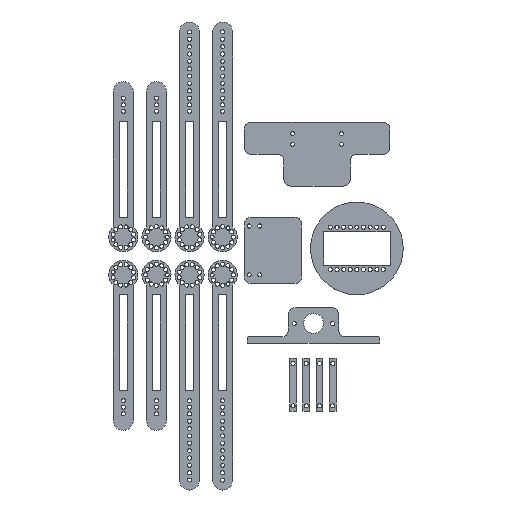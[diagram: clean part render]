
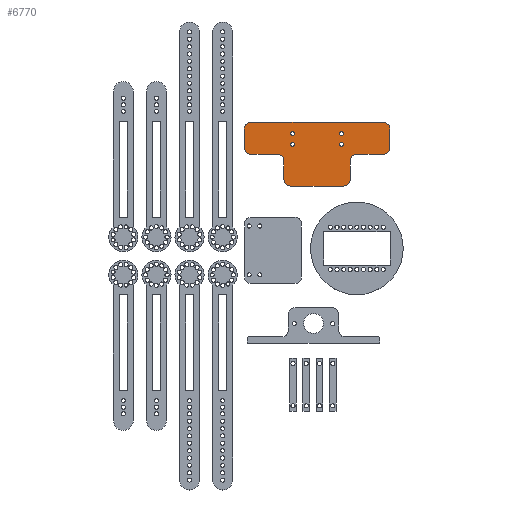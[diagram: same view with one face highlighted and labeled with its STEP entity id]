
A CAD part, top view. The second image highlights one B-rep face of the part: STEP entity #6770.
In plain terms, the highlighted planar face has unit normal (0, 0, 1).
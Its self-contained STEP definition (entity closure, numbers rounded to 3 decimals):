
#445=FACE_BOUND('',#2125,.T.);
#446=FACE_BOUND('',#2126,.T.);
#447=FACE_BOUND('',#2127,.T.);
#448=FACE_BOUND('',#2128,.T.);
#862=CIRCLE('',#7545,5.);
#864=CIRCLE('',#7548,5.);
#865=CIRCLE('',#7552,5.);
#867=CIRCLE('',#7555,5.);
#869=CIRCLE('',#7558,5.);
#870=CIRCLE('',#7559,5.);
#871=CIRCLE('',#7560,5.);
#872=CIRCLE('',#7561,5.);
#873=CIRCLE('',#7562,1.55);
#874=CIRCLE('',#7563,1.55);
#875=CIRCLE('',#7564,1.55);
#876=CIRCLE('',#7565,1.55);
#1420=FACE_OUTER_BOUND('',#2124,.T.);
#2124=EDGE_LOOP('',(#6169,#6170,#6171,#6172,#6173,#6174,#6175,#6176,#6177,
#6178,#6179,#6180,#6181,#6182,#6183,#6184));
#2125=EDGE_LOOP('',(#6185));
#2126=EDGE_LOOP('',(#6186));
#2127=EDGE_LOOP('',(#6187));
#2128=EDGE_LOOP('',(#6188));
#2562=LINE('',#11273,#3014);
#2563=LINE('',#11276,#3015);
#2568=LINE('',#11294,#3020);
#2569=LINE('',#11298,#3021);
#2570=LINE('',#11302,#3022);
#2571=LINE('',#11306,#3023);
#2572=LINE('',#11309,#3024);
#2573=LINE('',#11310,#3025);
#3014=VECTOR('',#9417,10.);
#3015=VECTOR('',#9420,10.);
#3020=VECTOR('',#9439,10.);
#3021=VECTOR('',#9442,10.);
#3022=VECTOR('',#9445,10.);
#3023=VECTOR('',#9448,10.);
#3024=VECTOR('',#9451,10.);
#3025=VECTOR('',#9452,10.);
#3603=VERTEX_POINT('',#11254);
#3604=VERTEX_POINT('',#11256);
#3607=VERTEX_POINT('',#11263);
#3608=VERTEX_POINT('',#11265);
#3610=VERTEX_POINT('',#11271);
#3611=VERTEX_POINT('',#11275);
#3613=VERTEX_POINT('',#11281);
#3615=VERTEX_POINT('',#11287);
#3617=VERTEX_POINT('',#11293);
#3618=VERTEX_POINT('',#11295);
#3619=VERTEX_POINT('',#11297);
#3620=VERTEX_POINT('',#11299);
#3621=VERTEX_POINT('',#11301);
#3622=VERTEX_POINT('',#11303);
#3623=VERTEX_POINT('',#11305);
#3624=VERTEX_POINT('',#11307);
#3625=VERTEX_POINT('',#11311);
#3626=VERTEX_POINT('',#11313);
#3627=VERTEX_POINT('',#11315);
#3628=VERTEX_POINT('',#11317);
#4464=EDGE_CURVE('',#3604,#3603,#862,.T.);
#4468=EDGE_CURVE('',#3608,#3607,#864,.T.);
#4472=EDGE_CURVE('',#3603,#3610,#2562,.T.);
#4473=EDGE_CURVE('',#3611,#3608,#2563,.T.);
#4476=EDGE_CURVE('',#3613,#3611,#865,.T.);
#4479=EDGE_CURVE('',#3610,#3615,#867,.T.);
#4482=EDGE_CURVE('',#3607,#3617,#2568,.T.);
#4483=EDGE_CURVE('',#3617,#3618,#869,.T.);
#4484=EDGE_CURVE('',#3618,#3619,#2569,.T.);
#4485=EDGE_CURVE('',#3619,#3620,#870,.T.);
#4486=EDGE_CURVE('',#3620,#3621,#2570,.T.);
#4487=EDGE_CURVE('',#3621,#3622,#871,.T.);
#4488=EDGE_CURVE('',#3622,#3623,#2571,.T.);
#4489=EDGE_CURVE('',#3623,#3624,#872,.T.);
#4490=EDGE_CURVE('',#3624,#3604,#2572,.T.);
#4491=EDGE_CURVE('',#3615,#3613,#2573,.T.);
#4492=EDGE_CURVE('',#3625,#3625,#873,.T.);
#4493=EDGE_CURVE('',#3626,#3626,#874,.T.);
#4494=EDGE_CURVE('',#3627,#3627,#875,.T.);
#4495=EDGE_CURVE('',#3628,#3628,#876,.T.);
#6169=ORIENTED_EDGE('',*,*,#4476,.T.);
#6170=ORIENTED_EDGE('',*,*,#4473,.T.);
#6171=ORIENTED_EDGE('',*,*,#4468,.T.);
#6172=ORIENTED_EDGE('',*,*,#4482,.T.);
#6173=ORIENTED_EDGE('',*,*,#4483,.T.);
#6174=ORIENTED_EDGE('',*,*,#4484,.T.);
#6175=ORIENTED_EDGE('',*,*,#4485,.T.);
#6176=ORIENTED_EDGE('',*,*,#4486,.T.);
#6177=ORIENTED_EDGE('',*,*,#4487,.T.);
#6178=ORIENTED_EDGE('',*,*,#4488,.T.);
#6179=ORIENTED_EDGE('',*,*,#4489,.T.);
#6180=ORIENTED_EDGE('',*,*,#4490,.T.);
#6181=ORIENTED_EDGE('',*,*,#4464,.T.);
#6182=ORIENTED_EDGE('',*,*,#4472,.T.);
#6183=ORIENTED_EDGE('',*,*,#4479,.T.);
#6184=ORIENTED_EDGE('',*,*,#4491,.T.);
#6185=ORIENTED_EDGE('',*,*,#4492,.T.);
#6186=ORIENTED_EDGE('',*,*,#4493,.T.);
#6187=ORIENTED_EDGE('',*,*,#4494,.T.);
#6188=ORIENTED_EDGE('',*,*,#4495,.T.);
#6463=PLANE('',#7557);
#6770=ADVANCED_FACE('',(#1420,#445,#446,#447,#448),#6463,.T.);
#7545=AXIS2_PLACEMENT_3D('',#11257,#9402,#9403);
#7548=AXIS2_PLACEMENT_3D('',#11266,#9410,#9411);
#7552=AXIS2_PLACEMENT_3D('',#11282,#9425,#9426);
#7555=AXIS2_PLACEMENT_3D('',#11288,#9432,#9433);
#7557=AXIS2_PLACEMENT_3D('',#11292,#9437,#9438);
#7558=AXIS2_PLACEMENT_3D('',#11296,#9440,#9441);
#7559=AXIS2_PLACEMENT_3D('',#11300,#9443,#9444);
#7560=AXIS2_PLACEMENT_3D('',#11304,#9446,#9447);
#7561=AXIS2_PLACEMENT_3D('',#11308,#9449,#9450);
#7562=AXIS2_PLACEMENT_3D('',#11312,#9453,#9454);
#7563=AXIS2_PLACEMENT_3D('',#11314,#9455,#9456);
#7564=AXIS2_PLACEMENT_3D('',#11316,#9457,#9458);
#7565=AXIS2_PLACEMENT_3D('',#11318,#9459,#9460);
#9402=DIRECTION('center_axis',(0.,0.,-1.));
#9403=DIRECTION('ref_axis',(1.,0.,0.));
#9410=DIRECTION('center_axis',(0.,0.,-1.));
#9411=DIRECTION('ref_axis',(0.,1.,0.));
#9417=DIRECTION('',(0.,-1.,0.));
#9420=DIRECTION('',(0.,1.,0.));
#9425=DIRECTION('center_axis',(0.,0.,1.));
#9426=DIRECTION('ref_axis',(0.,-1.,0.));
#9432=DIRECTION('center_axis',(0.,0.,1.));
#9433=DIRECTION('ref_axis',(-1.,0.,0.));
#9437=DIRECTION('center_axis',(0.,0.,1.));
#9438=DIRECTION('ref_axis',(1.,0.,0.));
#9439=DIRECTION('',(1.,0.,0.));
#9440=DIRECTION('center_axis',(0.,0.,1.));
#9441=DIRECTION('ref_axis',(0.,-1.,0.));
#9442=DIRECTION('',(0.,1.,0.));
#9443=DIRECTION('center_axis',(0.,0.,1.));
#9444=DIRECTION('ref_axis',(1.,0.,0.));
#9445=DIRECTION('',(-1.,0.,0.));
#9446=DIRECTION('center_axis',(0.,0.,1.));
#9447=DIRECTION('ref_axis',(0.,1.,0.));
#9448=DIRECTION('',(0.,-1.,0.));
#9449=DIRECTION('center_axis',(0.,0.,1.));
#9450=DIRECTION('ref_axis',(-1.,0.,0.));
#9451=DIRECTION('',(1.,0.,0.));
#9452=DIRECTION('',(1.,0.,0.));
#9453=DIRECTION('center_axis',(0.,0.,-1.));
#9454=DIRECTION('ref_axis',(1.,0.,0.));
#9455=DIRECTION('center_axis',(0.,0.,-1.));
#9456=DIRECTION('ref_axis',(1.,0.,0.));
#9457=DIRECTION('center_axis',(0.,0.,-1.));
#9458=DIRECTION('ref_axis',(1.,0.,0.));
#9459=DIRECTION('center_axis',(0.,0.,-1.));
#9460=DIRECTION('ref_axis',(1.,0.,0.));
#11254=CARTESIAN_POINT('',(115.735,139.691,3.));
#11256=CARTESIAN_POINT('',(110.735,144.691,3.));
#11257=CARTESIAN_POINT('Origin',(110.735,139.691,3.));
#11263=CARTESIAN_POINT('',(170.735,144.691,3.));
#11265=CARTESIAN_POINT('',(165.735,139.691,3.));
#11266=CARTESIAN_POINT('Origin',(170.735,139.691,3.));
#11271=CARTESIAN_POINT('',(115.735,125.691,3.));
#11273=CARTESIAN_POINT('',(115.735,102.886,3.));
#11275=CARTESIAN_POINT('',(165.735,125.691,3.));
#11276=CARTESIAN_POINT('',(165.735,114.886,3.));
#11281=CARTESIAN_POINT('',(160.735,120.691,3.));
#11282=CARTESIAN_POINT('Origin',(160.735,125.691,3.));
#11287=CARTESIAN_POINT('',(120.735,120.691,3.));
#11288=CARTESIAN_POINT('Origin',(120.735,125.691,3.));
#11292=CARTESIAN_POINT('Origin',(215.566,85.081,3.));
#11293=CARTESIAN_POINT('',(190.735,144.691,3.));
#11294=CARTESIAN_POINT('',(203.151,144.691,3.));
#11295=CARTESIAN_POINT('',(195.735,149.691,3.));
#11296=CARTESIAN_POINT('Origin',(190.735,149.691,3.));
#11297=CARTESIAN_POINT('',(195.735,163.691,3.));
#11298=CARTESIAN_POINT('',(195.735,125.691,3.));
#11299=CARTESIAN_POINT('',(190.735,168.691,3.));
#11300=CARTESIAN_POINT('Origin',(190.735,163.691,3.));
#11301=CARTESIAN_POINT('',(90.735,168.691,3.));
#11302=CARTESIAN_POINT('',(90.735,168.691,3.));
#11303=CARTESIAN_POINT('',(85.735,163.691,3.));
#11304=CARTESIAN_POINT('Origin',(90.735,163.691,3.));
#11305=CARTESIAN_POINT('',(85.735,149.691,3.));
#11306=CARTESIAN_POINT('',(85.735,163.691,3.));
#11307=CARTESIAN_POINT('',(90.735,144.691,3.));
#11308=CARTESIAN_POINT('Origin',(90.735,149.691,3.));
#11309=CARTESIAN_POINT('',(165.651,144.691,3.));
#11310=CARTESIAN_POINT('',(190.735,120.691,3.));
#11311=CARTESIAN_POINT('',(157.635,160.241,3.));
#11312=CARTESIAN_POINT('Origin',(159.185,160.241,3.));
#11313=CARTESIAN_POINT('',(120.735,160.241,3.));
#11314=CARTESIAN_POINT('Origin',(122.285,160.241,3.));
#11315=CARTESIAN_POINT('',(120.735,152.141,3.));
#11316=CARTESIAN_POINT('Origin',(122.285,152.141,3.));
#11317=CARTESIAN_POINT('',(157.635,152.141,3.));
#11318=CARTESIAN_POINT('Origin',(159.185,152.141,3.));
